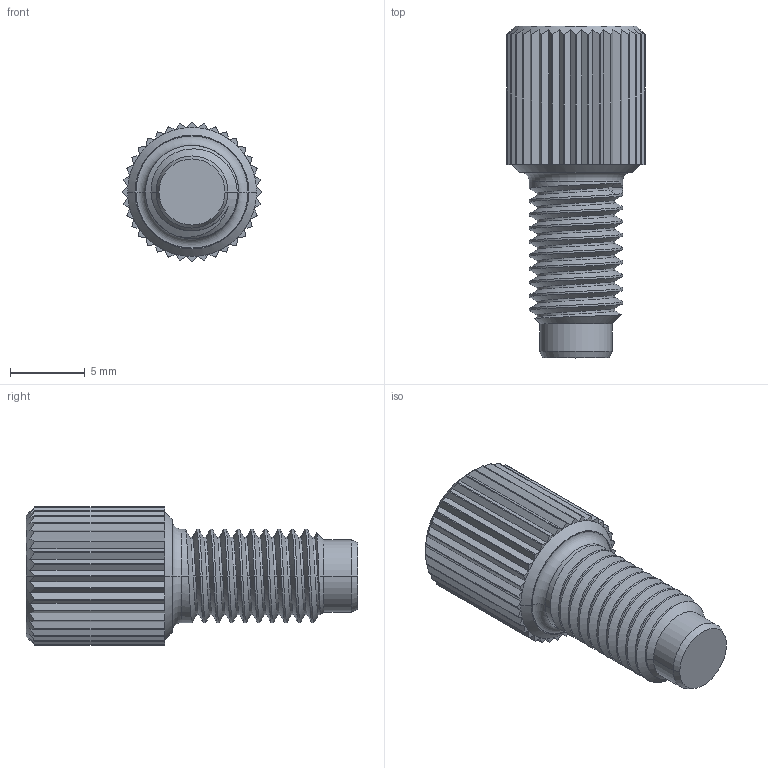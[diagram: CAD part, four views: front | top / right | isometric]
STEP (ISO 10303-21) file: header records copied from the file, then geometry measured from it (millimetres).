
FILE_DESCRIPTION (( 'STEP AP214' ), '1' );
FILE_NAME ('P-309.STEP', '2017-03-17T16:08:03', ( '' ), ( '' ), 'SwSTEP 2.0', 'SolidWorks 2016', '' );
FILE_SCHEMA (( 'AUTOMOTIVE_DESIGN' ));
Length unit declared in the file: inch
Products named in the file (1): P-309
Bounding box: 9.27 x 22.23 x 9.27 mm (x, y, z)
Volume: 710.8 mm3; surface area: 914.8 mm2
Topology: 1 solids, 1 shells, 210 faces, 538 edges, 332 vertices
Faces by surface type: plane 116, cylinder 80, cone 10, torus 2, bspline 2
Entity records: 7541 total; most frequent: CARTESIAN_POINT 2672, ORIENTED_EDGE 1076, DIRECTION 931, EDGE_CURVE 538, AXIS2_PLACEMENT_3D 345, VERTEX_POINT 332, LINE 241, VECTOR 241
